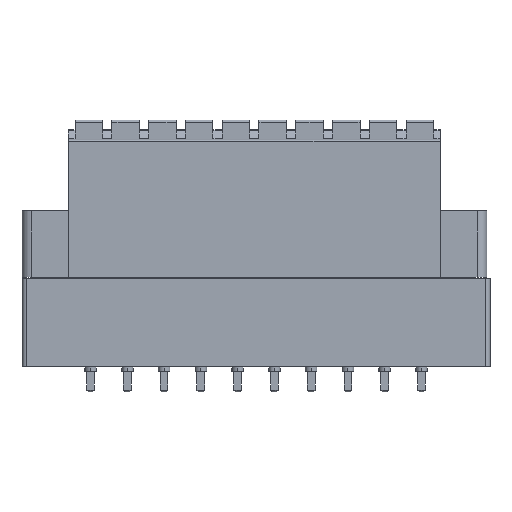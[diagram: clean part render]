
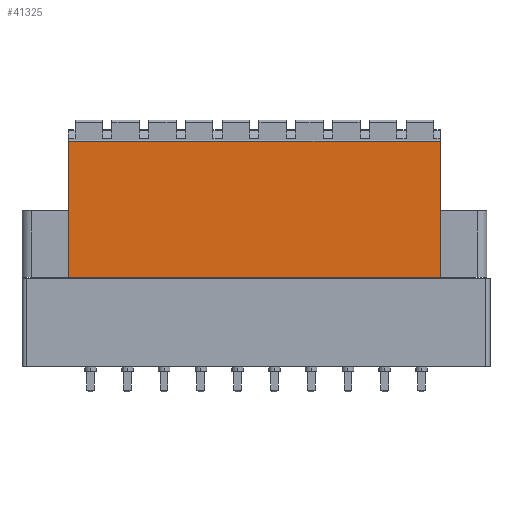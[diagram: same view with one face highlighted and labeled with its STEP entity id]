
A CAD part, front view. The second image highlights one B-rep face of the part: STEP entity #41325.
In plain terms, the highlighted planar face has unit normal (0, -1, 0).
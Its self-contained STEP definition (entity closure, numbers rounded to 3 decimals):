
#22059 = VERTEX_POINT('',#22060);
#22060 = CARTESIAN_POINT('',(19.872,39.887,-5.62));
#22066 = EDGE_CURVE('',#22067,#22059,#22069,.T.);
#22067 = VERTEX_POINT('',#22068);
#22068 = CARTESIAN_POINT('',(33.972,39.887,-5.62));
#22069 = LINE('',#22070,#22071);
#22070 = CARTESIAN_POINT('',(31.861,39.887,-5.62));
#22071 = VECTOR('',#22072,1.);
#22072 = DIRECTION('',(-1.,0.,0.));
#23955 = EDGE_CURVE('',#23956,#22067,#23958,.T.);
#23956 = VERTEX_POINT('',#23957);
#23957 = CARTESIAN_POINT('',(33.972,39.887,-44.16));
#23958 = LINE('',#23959,#23960);
#23959 = CARTESIAN_POINT('',(33.972,39.887,-21.17));
#23960 = VECTOR('',#23961,1.);
#23961 = DIRECTION('',(0.,0.,1.));
#37688 = VERTEX_POINT('',#37689);
#37689 = CARTESIAN_POINT('',(19.872,39.887,-44.16));
#37695 = EDGE_CURVE('',#22059,#37688,#37696,.T.);
#37696 = LINE('',#37697,#37698);
#37697 = CARTESIAN_POINT('',(19.872,39.887,-21.17));
#37698 = VECTOR('',#37699,1.);
#37699 = DIRECTION('',(0.,0.,-1.));
#41325 = ADVANCED_FACE('',(#41326),#41337,.F.);
#41326 = FACE_BOUND('',#41327,.T.);
#41327 = EDGE_LOOP('',(#41328,#41329,#41335,#41336));
#41328 = ORIENTED_EDGE('',*,*,#37695,.T.);
#41329 = ORIENTED_EDGE('',*,*,#41330,.T.);
#41330 = EDGE_CURVE('',#37688,#23956,#41331,.T.);
#41331 = LINE('',#41332,#41333);
#41332 = CARTESIAN_POINT('',(31.861,39.887,-44.16));
#41333 = VECTOR('',#41334,1.);
#41334 = DIRECTION('',(1.,0.,0.));
#41335 = ORIENTED_EDGE('',*,*,#23955,.T.);
#41336 = ORIENTED_EDGE('',*,*,#22066,.T.);
#41337 = PLANE('',#41338);
#41338 = AXIS2_PLACEMENT_3D('',#41339,#41340,#41341);
#41339 = CARTESIAN_POINT('',(34.561,39.887,-26.531));
#41340 = DIRECTION('',(0.,1.,-0.));
#41341 = DIRECTION('',(-1.,0.,0.));
